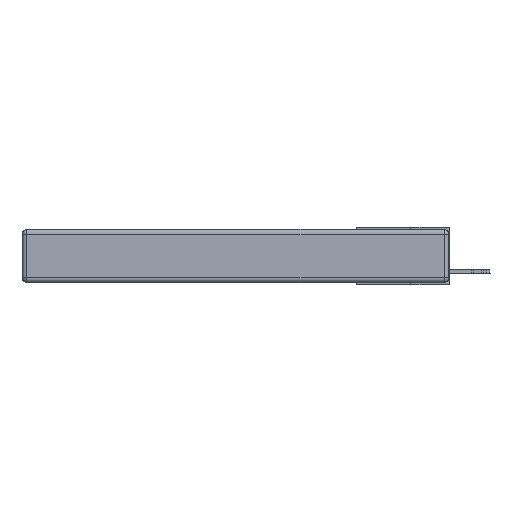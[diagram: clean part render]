
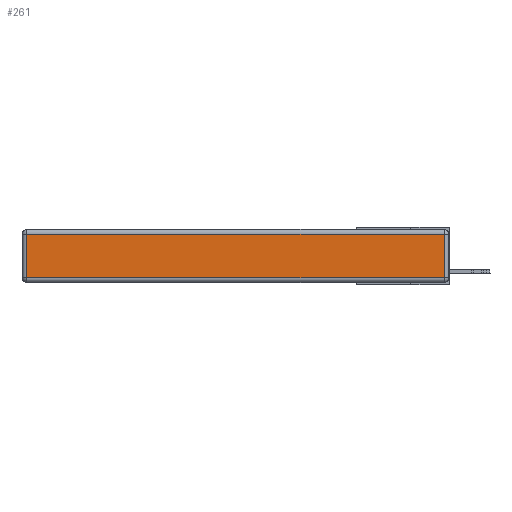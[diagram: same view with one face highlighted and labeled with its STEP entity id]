
A CAD part, left-side view. The second image highlights one B-rep face of the part: STEP entity #261.
In plain terms, the highlighted planar face has unit normal (-1, 0, 0).
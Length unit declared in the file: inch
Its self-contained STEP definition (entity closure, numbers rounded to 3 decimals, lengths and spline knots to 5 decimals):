
#261 = ADVANCED_FACE ( 'NONE', ( #21243 ), #30638, .T. ) ;
#308 = EDGE_CURVE ( 'NONE', #12091, #21933, #2934, .T. ) ;
#1271 = CARTESIAN_POINT ( 'NONE',  ( 0., 0.03, -0.343 ) ) ;
#2934 = LINE ( 'NONE', #18547, #20513 ) ;
#4495 = VERTEX_POINT ( 'NONE', #14176 ) ;
#6398 = DIRECTION ( 'NONE',  ( 0., 0., -1. ) ) ;
#6959 = EDGE_LOOP ( 'NONE', ( #10232, #12864, #8780, #26804 ) ) ;
#8780 = ORIENTED_EDGE ( 'NONE', *, *, #14516, .T. ) ;
#9403 = CARTESIAN_POINT ( 'NONE',  ( 0., 0., -0.343 ) ) ;
#9877 = CARTESIAN_POINT ( 'NONE',  ( 0., 2.75, -0.03 ) ) ;
#10232 = ORIENTED_EDGE ( 'NONE', *, *, #308, .T. ) ;
#10303 = CARTESIAN_POINT ( 'NONE',  ( 0., 0.03, -0.03 ) ) ;
#10624 = DIRECTION ( 'NONE',  ( 0., 0., 1. ) ) ;
#11065 = VECTOR ( 'NONE', #24518, 39.37008 ) ;
#12091 = VERTEX_POINT ( 'NONE', #24696 ) ;
#12763 = EDGE_CURVE ( 'NONE', #21933, #29811, #26509, .T. ) ;
#12864 = ORIENTED_EDGE ( 'NONE', *, *, #12763, .T. ) ;
#13633 = CARTESIAN_POINT ( 'NONE',  ( 0., 2.72, -0.343 ) ) ;
#14176 = CARTESIAN_POINT ( 'NONE',  ( 0., 2.72, -0.03 ) ) ;
#14516 = EDGE_CURVE ( 'NONE', #29811, #4495, #21919, .T. ) ;
#14677 = DIRECTION ( 'NONE',  ( -1., 0., 0. ) ) ;
#15495 = LINE ( 'NONE', #13633, #27440 ) ;
#16216 = DIRECTION ( 'NONE',  ( 0., -1., 0. ) ) ;
#17387 = AXIS2_PLACEMENT_3D ( 'NONE', #9403, #14677, #29228 ) ;
#18547 = CARTESIAN_POINT ( 'NONE',  ( 0., 0., -0.313 ) ) ;
#20513 = VECTOR ( 'NONE', #16216, 39.37008 ) ;
#21243 = FACE_OUTER_BOUND ( 'NONE', #6959, .T. ) ;
#21919 = LINE ( 'NONE', #9877, #11065 ) ;
#21933 = VERTEX_POINT ( 'NONE', #27256 ) ;
#24518 = DIRECTION ( 'NONE',  ( 0., 1., 0. ) ) ;
#24696 = CARTESIAN_POINT ( 'NONE',  ( 0., 2.72, -0.313 ) ) ;
#25073 = EDGE_CURVE ( 'NONE', #4495, #12091, #15495, .T. ) ;
#26509 = LINE ( 'NONE', #1271, #30559 ) ;
#26804 = ORIENTED_EDGE ( 'NONE', *, *, #25073, .T. ) ;
#27256 = CARTESIAN_POINT ( 'NONE',  ( 0., 0.03, -0.313 ) ) ;
#27440 = VECTOR ( 'NONE', #6398, 39.37008 ) ;
#29228 = DIRECTION ( 'NONE',  ( 0., 0., 1. ) ) ;
#29811 = VERTEX_POINT ( 'NONE', #10303 ) ;
#30559 = VECTOR ( 'NONE', #10624, 39.37008 ) ;
#30638 = PLANE ( 'NONE',  #17387 ) ;
